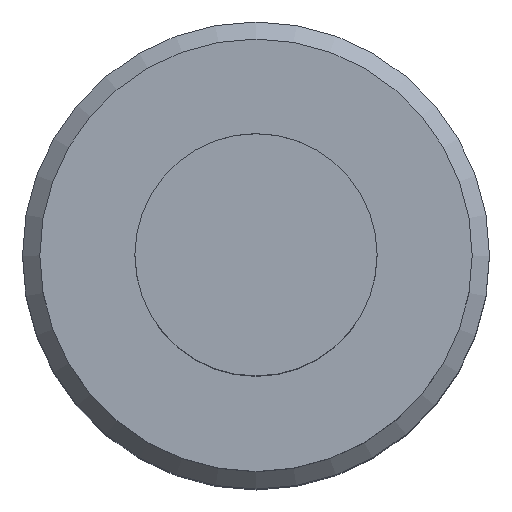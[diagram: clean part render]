
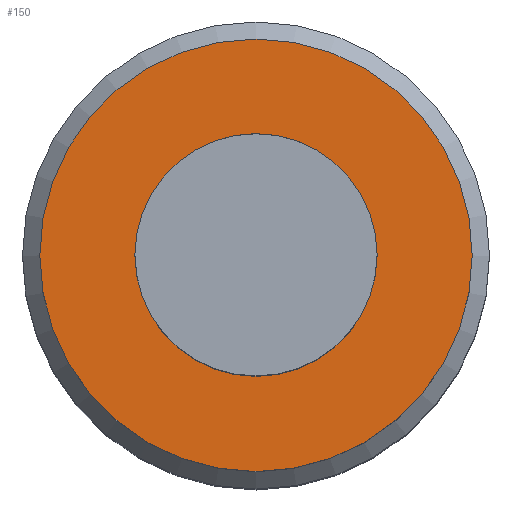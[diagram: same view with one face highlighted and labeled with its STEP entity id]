
A CAD part, top view. The second image highlights one B-rep face of the part: STEP entity #150.
In plain terms, the highlighted planar face has unit normal (0, 0, 1).
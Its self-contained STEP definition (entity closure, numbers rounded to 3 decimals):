
#82=EDGE_CURVE('240[2]',#219,#219,#220,.T.);
#150=ADVANCED_FACE('240[2]',(#325,#326),#327,.T.);
#178=EDGE_CURVE('240[2]',#369,#369,#370,.T.);
#219=VERTEX_POINT('',#408);
#220=CIRCLE('',#409,25.0);
#325=FACE_BOUND('',#574,.T.);
#326=FACE_OUTER_BOUND('',#575,.T.);
#327=PLANE('',#576);
#369=VERTEX_POINT('',#662);
#370=CIRCLE('',#663,14.0);
#408=CARTESIAN_POINT('',(0.,25.0,0.));
#409=AXIS2_PLACEMENT_3D('',#693,#694,#695);
#574=EDGE_LOOP('',(#809));
#575=EDGE_LOOP('',(#810));
#576=AXIS2_PLACEMENT_3D('',#811,#812,#813);
#662=CARTESIAN_POINT('',(14.0,0.0,0.0));
#663=AXIS2_PLACEMENT_3D('',#856,#857,#858);
#693=CARTESIAN_POINT('',(0.0,0.0,0.0));
#694=DIRECTION('',(0.,0.,-1.0));
#695=DIRECTION('',(0.,1.0,0.));
#809=ORIENTED_EDGE('',*,*,#178,.T.);
#810=ORIENTED_EDGE('',*,*,#82,.F.);
#811=CARTESIAN_POINT('',(0.,12.5,0.));
#812=DIRECTION('',(0.,0.,1.0));
#813=DIRECTION('',(1.0,0.,0.0));
#856=CARTESIAN_POINT('',(0.0,0.0,0.));
#857=DIRECTION('',(0.,0.,-1.0));
#858=DIRECTION('',(1.0,0.,0.));
